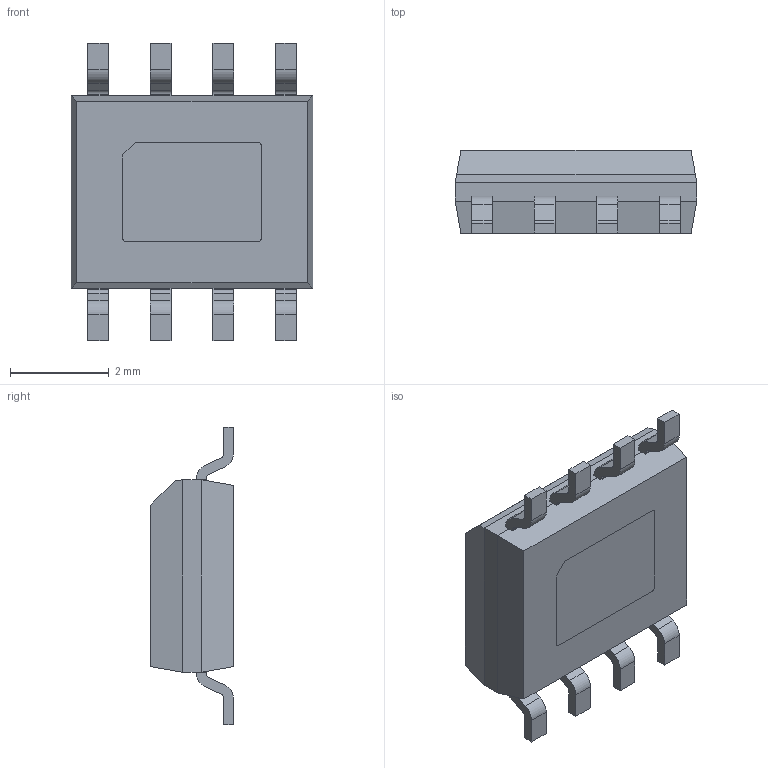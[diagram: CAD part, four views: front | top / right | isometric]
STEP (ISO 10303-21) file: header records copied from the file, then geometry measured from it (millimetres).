
FILE_DESCRIPTION (( 'STEP AP214' ), '1' );
FILE_NAME ( 'SOIC9P127_489X602X168L65X42T280X200.STEP', '2018-06-11T16:17:37', ( '' ), ( '' ), 'Part was generated with the free Library Expert Lite available at www.PCBLibraries.com. Removing line will violate the End User License Agreement.', '©2017 PCB Libraries, Inc.', '' );
FILE_SCHEMA (( 'AUTOMOTIVE_DESIGN' ));
Length unit declared in the file: millimetre
Products named in the file (1): SOIC9P127_489X602X168L65X42T280X200
Bounding box: 4.89 x 1.68 x 6.02 mm (x, y, z)
Volume: 31.2 mm3; surface area: 92 mm2
Topology: 10 solids, 10 shells, 146 faces, 367 edges, 242 vertices
Faces by surface type: plane 108, cylinder 38
Entity records: 4865 total; most frequent: CARTESIAN_POINT 756, DIRECTION 737, ORIENTED_EDGE 734, EDGE_CURVE 367, VECTOR 291, LINE 291, VERTEX_POINT 242, AXIS2_PLACEMENT_3D 223
